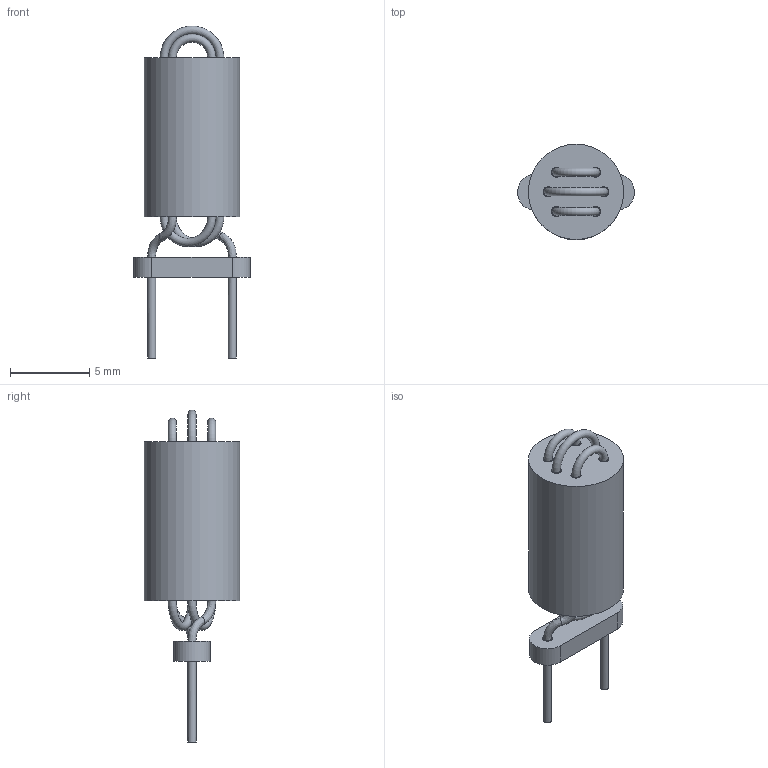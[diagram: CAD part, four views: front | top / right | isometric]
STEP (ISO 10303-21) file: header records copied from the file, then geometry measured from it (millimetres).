
FILE_DESCRIPTION(('FreeCAD Model'),'2;1');
FILE_NAME('LairdTech_28C0236-0JW-10.step' ,'2018-10-27T16:21:52',('kicad StepUp'),('ksu MCAD'), 'Open CASCADE STEP processor 7.3','FreeCAD','Unknown');
FILE_SCHEMA(('AUTOMOTIVE_DESIGN { 1 0 10303 214 1 1 1 1 }'));
Length unit declared in the file: millimetre
Products named in the file (1): LairdTech_28C0236-0JW-10
Bounding box: 7.37 x 5.99 x 20.9 mm (x, y, z)
Volume: 303.4 mm3; surface area: 582.8 mm2
Topology: 3 solids, 3 shells, 36 faces, 102 edges, 72 vertices
Faces by surface type: cylinder 19, plane 8, torus 5, bspline 4
Full cylindrical faces by diameter (mm): 0.508 x8, 0.635 x8, 5.994 x1
Entity records: 1621 total; most frequent: CARTESIAN_POINT 315, DIRECTION 245, ORIENTED_EDGE 204, AXIS2_PLACEMENT_3D 110, EDGE_CURVE 102, CIRCLE 77, VERTEX_POINT 72, FACE_BOUND 52
